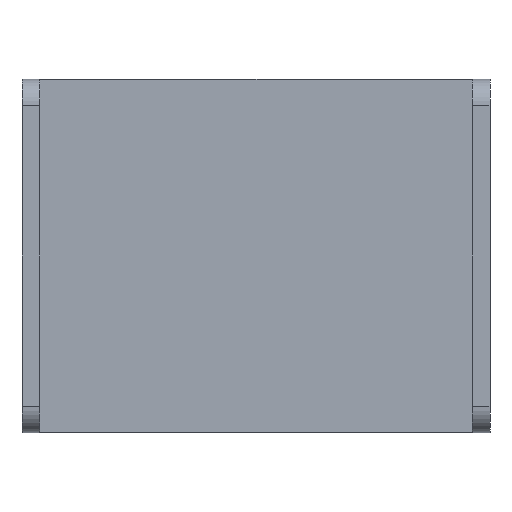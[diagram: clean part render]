
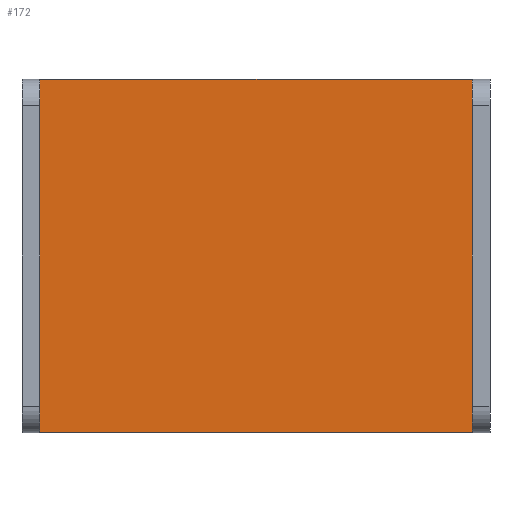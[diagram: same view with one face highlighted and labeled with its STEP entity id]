
A CAD part, front view. The second image highlights one B-rep face of the part: STEP entity #172.
In plain terms, the highlighted planar face has unit normal (0, -1, 0).
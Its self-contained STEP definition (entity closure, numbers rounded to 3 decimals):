
#4 = VERTEX_POINT ( 'NONE', #48 ) ;
#26 = DIRECTION ( 'NONE',  ( 0., 1., 0. ) ) ;
#29 = VERTEX_POINT ( 'NONE', #89 ) ;
#45 = VECTOR ( 'NONE', #374, 1000. ) ;
#48 = CARTESIAN_POINT ( 'NONE',  ( 24.5, -2., 20. ) ) ;
#50 = LINE ( 'NONE', #123, #338 ) ;
#57 = ORIENTED_EDGE ( 'NONE', *, *, #494, .F. ) ;
#63 = ORIENTED_EDGE ( 'NONE', *, *, #412, .T. ) ;
#65 = DIRECTION ( 'NONE',  ( -1., 0., 0. ) ) ;
#82 = VECTOR ( 'NONE', #262, 1000. ) ;
#89 = CARTESIAN_POINT ( 'NONE',  ( -24.5, -2., 20. ) ) ;
#98 = DIRECTION ( 'NONE',  ( 0., 0., -1. ) ) ;
#115 = CARTESIAN_POINT ( 'NONE',  ( 24.5, -2., 20. ) ) ;
#123 = CARTESIAN_POINT ( 'NONE',  ( -24.5, -2., 20. ) ) ;
#148 = VERTEX_POINT ( 'NONE', #247 ) ;
#166 = EDGE_LOOP ( 'NONE', ( #63, #290, #57, #563 ) ) ;
#172 = ADVANCED_FACE ( 'NONE', ( #197 ), #212, .F. ) ;
#175 = CARTESIAN_POINT ( 'NONE',  ( 24.5, -2., 20. ) ) ;
#192 = LINE ( 'NONE', #351, #82 ) ;
#197 = FACE_OUTER_BOUND ( 'NONE', #166, .T. ) ;
#212 = PLANE ( 'NONE',  #284 ) ;
#219 = DIRECTION ( 'NONE',  ( 0., 0., -1. ) ) ;
#247 = CARTESIAN_POINT ( 'NONE',  ( 24.5, -2., -20. ) ) ;
#262 = DIRECTION ( 'NONE',  ( 1., 0., 0. ) ) ;
#269 = LINE ( 'NONE', #175, #45 ) ;
#284 = AXIS2_PLACEMENT_3D ( 'NONE', #334, #26, #65 ) ;
#290 = ORIENTED_EDGE ( 'NONE', *, *, #437, .F. ) ;
#334 = CARTESIAN_POINT ( 'NONE',  ( 24.5, -2., 20. ) ) ;
#338 = VECTOR ( 'NONE', #98, 1000. ) ;
#351 = CARTESIAN_POINT ( 'NONE',  ( 24.5, -2., -20. ) ) ;
#354 = CARTESIAN_POINT ( 'NONE',  ( -24.5, -2., -20. ) ) ;
#355 = EDGE_CURVE ( 'NONE', #29, #485, #50, .T. ) ;
#374 = DIRECTION ( 'NONE',  ( 1., 0., 0. ) ) ;
#412 = EDGE_CURVE ( 'NONE', #485, #148, #192, .T. ) ;
#437 = EDGE_CURVE ( 'NONE', #4, #148, #447, .T. ) ;
#447 = LINE ( 'NONE', #115, #451 ) ;
#451 = VECTOR ( 'NONE', #219, 1000. ) ;
#485 = VERTEX_POINT ( 'NONE', #354 ) ;
#494 = EDGE_CURVE ( 'NONE', #29, #4, #269, .T. ) ;
#563 = ORIENTED_EDGE ( 'NONE', *, *, #355, .T. ) ;
